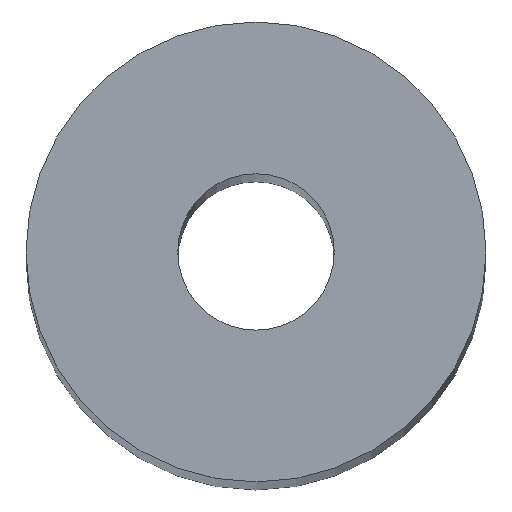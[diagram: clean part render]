
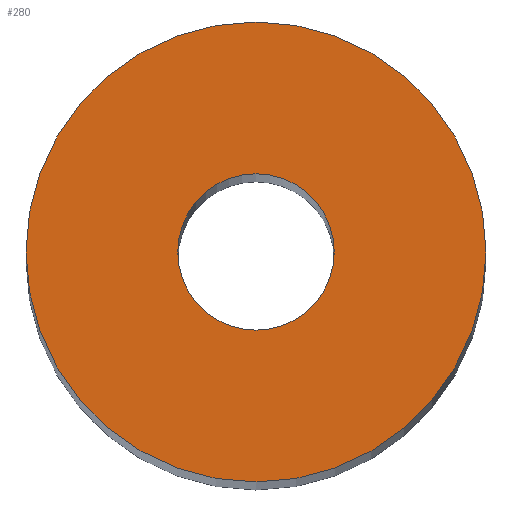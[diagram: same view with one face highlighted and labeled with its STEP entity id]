
A CAD part, top view. The second image highlights one B-rep face of the part: STEP entity #280.
In plain terms, the highlighted planar face has unit normal (0, 0, 1).
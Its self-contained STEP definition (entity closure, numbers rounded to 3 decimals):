
#2 = CARTESIAN_POINT ( 'NONE',  ( -3.4, 0., 100. ) ) ;
#8 = DIRECTION ( 'NONE',  ( 0., 0., 1. ) ) ;
#14 = EDGE_LOOP ( 'NONE', ( #136, #85 ) ) ;
#37 = DIRECTION ( 'NONE',  ( 0., 0., 1. ) ) ;
#44 = EDGE_CURVE ( 'NONE', #160, #216, #133, .T. ) ;
#49 = CARTESIAN_POINT ( 'NONE',  ( 0., 0., 100. ) ) ;
#66 = CARTESIAN_POINT ( 'NONE',  ( 0., 0., 100. ) ) ;
#69 = CARTESIAN_POINT ( 'NONE',  ( 10., 0., 100. ) ) ;
#75 = DIRECTION ( 'NONE',  ( 1., 0., 0. ) ) ;
#83 = VERTEX_POINT ( 'NONE', #148 ) ;
#84 = AXIS2_PLACEMENT_3D ( 'NONE', #49, #138, #75 ) ;
#85 = ORIENTED_EDGE ( 'NONE', *, *, #44, .F. ) ;
#86 = VERTEX_POINT ( 'NONE', #69 ) ;
#90 = AXIS2_PLACEMENT_3D ( 'NONE', #201, #226, #167 ) ;
#94 = CARTESIAN_POINT ( 'NONE',  ( 3.4, 0., 100. ) ) ;
#101 = CIRCLE ( 'NONE', #84, 3.4 ) ;
#121 = EDGE_CURVE ( 'NONE', #86, #83, #282, .T. ) ;
#133 = CIRCLE ( 'NONE', #326, 3.4 ) ;
#135 = EDGE_CURVE ( 'NONE', #83, #86, #174, .T. ) ;
#136 = ORIENTED_EDGE ( 'NONE', *, *, #257, .F. ) ;
#138 = DIRECTION ( 'NONE',  ( 0., 0., 1. ) ) ;
#141 = DIRECTION ( 'NONE',  ( 1., 0., 0. ) ) ;
#148 = CARTESIAN_POINT ( 'NONE',  ( -10., 0., 100. ) ) ;
#160 = VERTEX_POINT ( 'NONE', #2 ) ;
#167 = DIRECTION ( 'NONE',  ( 1., 0., 0. ) ) ;
#169 = CARTESIAN_POINT ( 'NONE',  ( 0., 0., 100. ) ) ;
#174 = CIRCLE ( 'NONE', #215, 10. ) ;
#176 = DIRECTION ( 'NONE',  ( 1., 0., 0. ) ) ;
#191 = PLANE ( 'NONE',  #268 ) ;
#201 = CARTESIAN_POINT ( 'NONE',  ( 0., 0., 100. ) ) ;
#204 = DIRECTION ( 'NONE',  ( 1., 0., 0. ) ) ;
#215 = AXIS2_PLACEMENT_3D ( 'NONE', #169, #37, #141 ) ;
#216 = VERTEX_POINT ( 'NONE', #94 ) ;
#217 = ORIENTED_EDGE ( 'NONE', *, *, #121, .T. ) ;
#220 = DIRECTION ( 'NONE',  ( 0., 0., 1. ) ) ;
#226 = DIRECTION ( 'NONE',  ( 0., 0., 1. ) ) ;
#231 = FACE_BOUND ( 'NONE', #14, .T. ) ;
#239 = EDGE_LOOP ( 'NONE', ( #320, #217 ) ) ;
#251 = CARTESIAN_POINT ( 'NONE',  ( 0., 0., 100. ) ) ;
#257 = EDGE_CURVE ( 'NONE', #216, #160, #101, .T. ) ;
#268 = AXIS2_PLACEMENT_3D ( 'NONE', #251, #8, #176 ) ;
#280 = ADVANCED_FACE ( 'NONE', ( #231, #312 ), #191, .T. ) ;
#282 = CIRCLE ( 'NONE', #90, 10. ) ;
#312 = FACE_OUTER_BOUND ( 'NONE', #239, .T. ) ;
#320 = ORIENTED_EDGE ( 'NONE', *, *, #135, .T. ) ;
#326 = AXIS2_PLACEMENT_3D ( 'NONE', #66, #220, #204 ) ;
